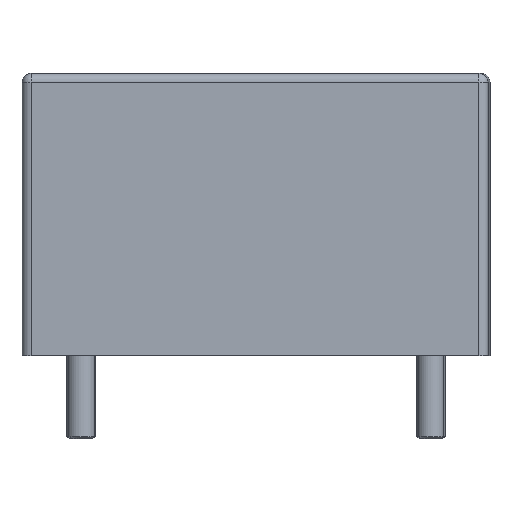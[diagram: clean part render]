
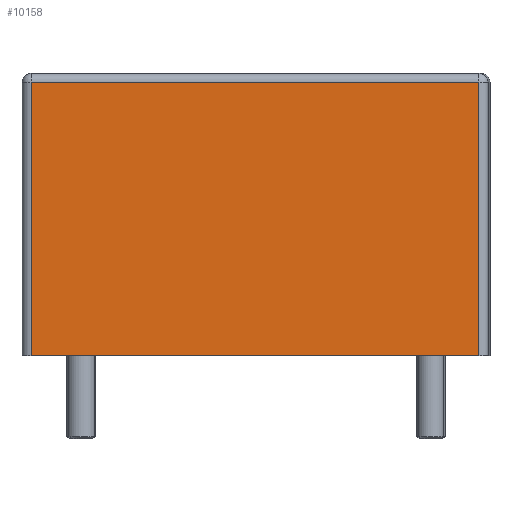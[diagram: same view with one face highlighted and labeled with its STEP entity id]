
A CAD part, front view. The second image highlights one B-rep face of the part: STEP entity #10158.
In plain terms, the highlighted planar face has unit normal (-0.003, -1, 0).
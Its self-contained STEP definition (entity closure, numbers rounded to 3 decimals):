
#10158 = ADVANCED_FACE('',(#10159),#10193,.F.);
#10159 = FACE_BOUND('',#10160,.T.);
#10160 = EDGE_LOOP('',(#10161,#10171,#10179,#10187));
#10161 = ORIENTED_EDGE('',*,*,#10162,.T.);
#10162 = EDGE_CURVE('',#10163,#10165,#10167,.T.);
#10163 = VERTEX_POINT('',#10164);
#10164 = CARTESIAN_POINT('',(-2.176,-4.52,
    0.26));
#10165 = VERTEX_POINT('',#10166);
#10166 = CARTESIAN_POINT('',(17.324,-4.574,
    0.26));
#10167 = LINE('',#10168,#10169);
#10168 = CARTESIAN_POINT('',(-2.576,-4.519,
    0.26));
#10169 = VECTOR('',#10170,1.);
#10170 = DIRECTION('',(1.,-0.003,
    0.));
#10171 = ORIENTED_EDGE('',*,*,#10172,.T.);
#10172 = EDGE_CURVE('',#10165,#10173,#10175,.T.);
#10173 = VERTEX_POINT('',#10174);
#10174 = CARTESIAN_POINT('',(17.324,-4.574,
    12.16));
#10175 = LINE('',#10176,#10177);
#10176 = CARTESIAN_POINT('',(17.324,-4.574,
    12.56));
#10177 = VECTOR('',#10178,1.);
#10178 = DIRECTION('',(0.,0.,1.));
#10179 = ORIENTED_EDGE('',*,*,#10180,.T.);
#10180 = EDGE_CURVE('',#10173,#10181,#10183,.T.);
#10181 = VERTEX_POINT('',#10182);
#10182 = CARTESIAN_POINT('',(-2.176,-4.52,
    12.16));
#10183 = LINE('',#10184,#10185);
#10184 = CARTESIAN_POINT('',(-2.576,-4.519,
    12.16));
#10185 = VECTOR('',#10186,1.);
#10186 = DIRECTION('',(-1.,0.003,
    0.));
#10187 = ORIENTED_EDGE('',*,*,#10188,.T.);
#10188 = EDGE_CURVE('',#10181,#10163,#10189,.T.);
#10189 = LINE('',#10190,#10191);
#10190 = CARTESIAN_POINT('',(-2.176,-4.52,
    12.56));
#10191 = VECTOR('',#10192,1.);
#10192 = DIRECTION('',(0.,0.,-1.));
#10193 = PLANE('',#10194);
#10194 = AXIS2_PLACEMENT_3D('',#10195,#10196,#10197);
#10195 = CARTESIAN_POINT('',(-2.576,-4.519,
    12.56));
#10196 = DIRECTION('',(0.003,1.,
    0.));
#10197 = DIRECTION('',(-1.,0.003,
    0.));
